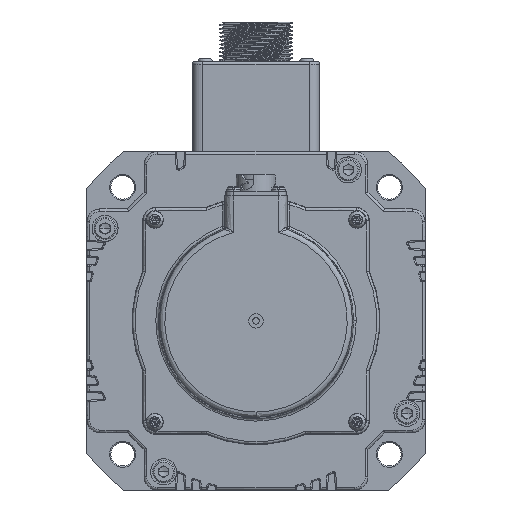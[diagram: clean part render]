
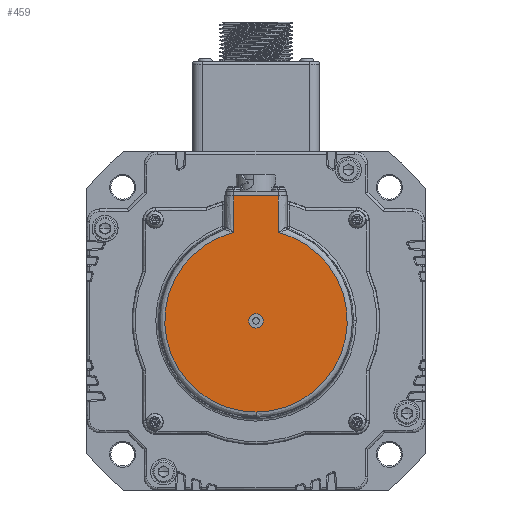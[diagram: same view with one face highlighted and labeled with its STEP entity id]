
A CAD part, front view. The second image highlights one B-rep face of the part: STEP entity #459.
In plain terms, the highlighted planar face has unit normal (0, -1, 0).
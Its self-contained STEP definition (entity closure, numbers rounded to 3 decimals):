
#61=CARTESIAN_POINT('',(-8.617,-47.5,-17.));
#62=VERTEX_POINT('',#61);
#70=CARTESIAN_POINT('',(8.617,-47.5,-17.));
#71=VERTEX_POINT('',#70);
#72=CARTESIAN_POINT('',(-8.617,-47.5,-17.));
#73=DIRECTION('',(1.,0.,0.));
#74=VECTOR('',#73,17.234);
#75=LINE('',#72,#74);
#76=EDGE_CURVE('',#62,#71,#75,.T.);
#380=CARTESIAN_POINT('',(-8.617,-47.5,-31.02));
#381=VERTEX_POINT('',#380);
#404=CARTESIAN_POINT('',(-8.617,-47.5,-31.02));
#405=DIRECTION('',(0.,0.,1.));
#406=VECTOR('',#405,14.02);
#407=LINE('',#404,#406);
#408=EDGE_CURVE('',#381,#62,#407,.T.);
#415=CARTESIAN_POINT('',(0.,-47.5,-65.));
#416=DIRECTION('',(0.,0.,-1.));
#417=DIRECTION('',(0.,-1.,0.));
#418=AXIS2_PLACEMENT_3D('',#415,#417,#416);
#419=PLANE('',#418);
#420=CARTESIAN_POINT('',(0.,-47.5,-100.056));
#421=VERTEX_POINT('',#420);
#422=CARTESIAN_POINT('',(0.,-47.5,-65.));
#423=DIRECTION('',(-0.246,0.,0.969));
#424=DIRECTION('',(0.,-1.,0.));
#425=AXIS2_PLACEMENT_3D('',#422,#424,#423);
#426=CIRCLE('',#425,35.056);
#427=EDGE_CURVE('',#381,#421,#426,.T.);
#428=ORIENTED_EDGE('',*,*,#427,.T.);
#429=CARTESIAN_POINT('',(8.617,-47.5,-31.02));
#430=VERTEX_POINT('',#429);
#431=CARTESIAN_POINT('',(0.,-47.5,-65.));
#432=DIRECTION('',(0.,0.,-1.));
#433=DIRECTION('',(0.,-1.,0.));
#434=AXIS2_PLACEMENT_3D('',#431,#433,#432);
#435=CIRCLE('',#434,35.056);
#436=EDGE_CURVE('',#421,#430,#435,.T.);
#437=ORIENTED_EDGE('',*,*,#436,.T.);
#438=CARTESIAN_POINT('',(8.617,-47.5,-31.02));
#439=DIRECTION('',(0.,0.,1.));
#440=VECTOR('',#439,14.02);
#441=LINE('',#438,#440);
#442=EDGE_CURVE('',#430,#71,#441,.T.);
#443=ORIENTED_EDGE('',*,*,#442,.T.);
#444=ORIENTED_EDGE('',*,*,#76,.F.);
#445=ORIENTED_EDGE('',*,*,#408,.F.);
#446=EDGE_LOOP('',(#428,#437,#443,#444,#445));
#447=FACE_OUTER_BOUND('',#446,.T.);
#448=CARTESIAN_POINT('',(0.,-47.5,-62.25));
#449=VERTEX_POINT('',#448);
#450=CARTESIAN_POINT('',(0.,-47.5,-65.));
#451=DIRECTION('',(0.,0.,1.));
#452=DIRECTION('',(0.,1.,0.));
#453=AXIS2_PLACEMENT_3D('',#450,#452,#451);
#454=CIRCLE('',#453,2.75);
#455=EDGE_CURVE('',#449,#449,#454,.T.);
#456=ORIENTED_EDGE('',*,*,#455,.T.);
#457=EDGE_LOOP('',(#456));
#458=FACE_BOUND('',#457,.T.);
#459=ADVANCED_FACE('',(#447,#458),#419,.T.);
